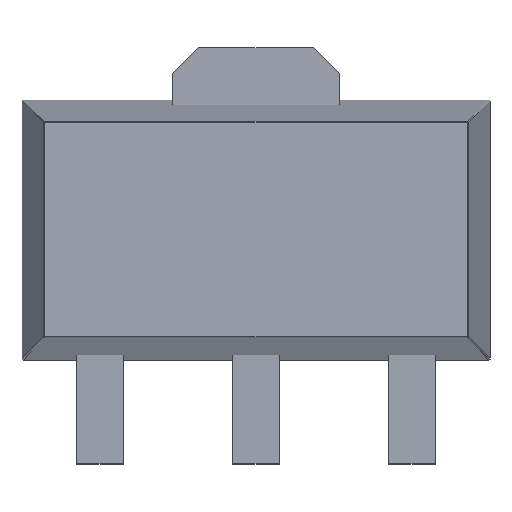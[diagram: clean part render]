
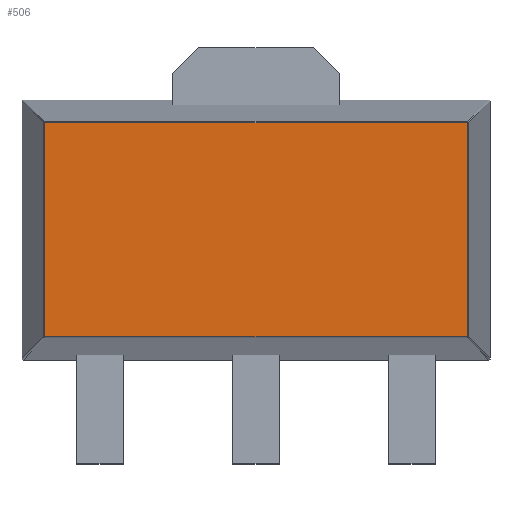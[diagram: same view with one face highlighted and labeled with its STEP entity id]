
A CAD part, top view. The second image highlights one B-rep face of the part: STEP entity #506.
In plain terms, the highlighted planar face has unit normal (0, 0, 1).
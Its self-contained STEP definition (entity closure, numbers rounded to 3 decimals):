
#506 = ADVANCED_FACE('',(#507),#541,.T.);
#507 = FACE_BOUND('',#508,.T.);
#508 = EDGE_LOOP('',(#509,#519,#527,#535));
#509 = ORIENTED_EDGE('',*,*,#510,.T.);
#510 = EDGE_CURVE('',#511,#513,#515,.T.);
#511 = VERTEX_POINT('',#512);
#512 = CARTESIAN_POINT('',(-2.03,-0.631,1.501));
#513 = VERTEX_POINT('',#514);
#514 = CARTESIAN_POINT('',(2.03,-0.631,1.501));
#515 = LINE('',#516,#517);
#516 = CARTESIAN_POINT('',(2.039,-0.631,1.501));
#517 = VECTOR('',#518,1.);
#518 = DIRECTION('',(1.,0.,0.));
#519 = ORIENTED_EDGE('',*,*,#520,.T.);
#520 = EDGE_CURVE('',#513,#521,#523,.T.);
#521 = VERTEX_POINT('',#522);
#522 = CARTESIAN_POINT('',(2.03,1.43,1.501));
#523 = LINE('',#524,#525);
#524 = CARTESIAN_POINT('',(2.03,1.439,1.501));
#525 = VECTOR('',#526,1.);
#526 = DIRECTION('',(0.,1.,0.));
#527 = ORIENTED_EDGE('',*,*,#528,.T.);
#528 = EDGE_CURVE('',#521,#529,#531,.T.);
#529 = VERTEX_POINT('',#530);
#530 = CARTESIAN_POINT('',(-2.03,1.43,1.501));
#531 = LINE('',#532,#533);
#532 = CARTESIAN_POINT('',(-2.039,1.43,1.501));
#533 = VECTOR('',#534,1.);
#534 = DIRECTION('',(-1.,0.,0.));
#535 = ORIENTED_EDGE('',*,*,#536,.T.);
#536 = EDGE_CURVE('',#529,#511,#537,.T.);
#537 = LINE('',#538,#539);
#538 = CARTESIAN_POINT('',(-2.03,-0.64,1.501));
#539 = VECTOR('',#540,1.);
#540 = DIRECTION('',(0.,-1.,0.));
#541 = PLANE('',#542);
#542 = AXIS2_PLACEMENT_3D('',#543,#544,#545);
#543 = CARTESIAN_POINT('',(-2.25,1.65,1.501));
#544 = DIRECTION('',(0.,0.,1.));
#545 = DIRECTION('',(0.,-1.,0.));
